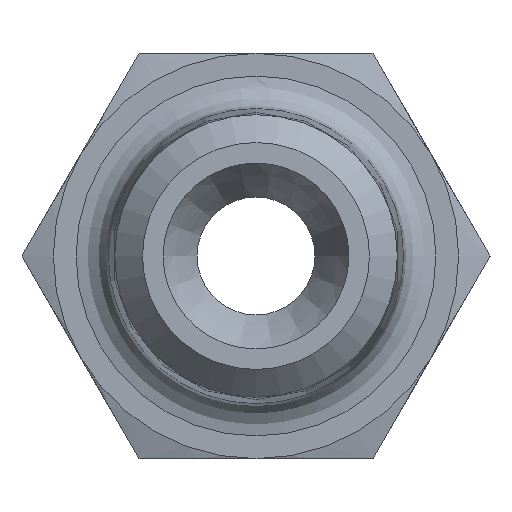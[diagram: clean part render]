
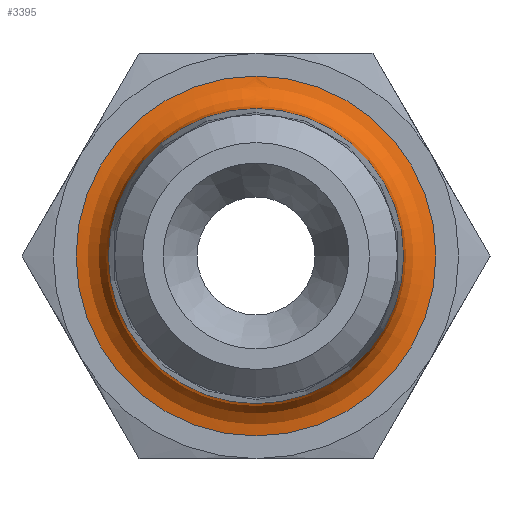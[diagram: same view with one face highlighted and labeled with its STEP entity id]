
A CAD part, left-side view. The second image highlights one B-rep face of the part: STEP entity #3395.
In plain terms, the highlighted free-form (B-spline) face has degree [2, 2] with [5, 9] control points.
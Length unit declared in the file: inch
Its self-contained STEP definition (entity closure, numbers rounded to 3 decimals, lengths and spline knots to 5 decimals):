
#3320=CARTESIAN_POINT('',(-0.06,0.,-0.273));
#3321=CARTESIAN_POINT('',(0.,0.,-0.273));
#3322=CARTESIAN_POINT('',(0.,0.,-0.333));
#3323=CARTESIAN_POINT('',(0.,0.,-0.393));
#3324=CARTESIAN_POINT('',(-0.06,0.,-0.393));
#3325=CARTESIAN_POINT('',(-0.06,-0.273,-0.273));
#3326=CARTESIAN_POINT('',(0.,-0.273,-0.273));
#3327=CARTESIAN_POINT('',(0.,-0.333,-0.333));
#3328=CARTESIAN_POINT('',(0.,-0.393,-0.393));
#3329=CARTESIAN_POINT('',(-0.06,-0.393,-0.393));
#3330=CARTESIAN_POINT('',(-0.06,-0.273,0.));
#3331=CARTESIAN_POINT('',(0.0,-0.273,0.));
#3332=CARTESIAN_POINT('',(0.,-0.333,0.));
#3333=CARTESIAN_POINT('',(0.,-0.393,0.));
#3334=CARTESIAN_POINT('',(-0.06,-0.393,0.));
#3335=CARTESIAN_POINT('',(-0.06,-0.273,0.273));
#3336=CARTESIAN_POINT('',(0.,-0.273,0.273));
#3337=CARTESIAN_POINT('',(0.,-0.333,0.333));
#3338=CARTESIAN_POINT('',(0.,-0.393,0.393));
#3339=CARTESIAN_POINT('',(-0.06,-0.393,0.393));
#3340=CARTESIAN_POINT('',(-0.06,0.,0.273));
#3341=CARTESIAN_POINT('',(0.,0.,0.273));
#3342=CARTESIAN_POINT('',(0.,0.,0.333));
#3343=CARTESIAN_POINT('',(0.,0.,0.393));
#3344=CARTESIAN_POINT('',(-0.06,0.,0.393));
#3345=CARTESIAN_POINT('',(-0.06,0.273,0.273));
#3346=CARTESIAN_POINT('',(0.,0.273,0.273));
#3347=CARTESIAN_POINT('',(0.,0.333,0.333));
#3348=CARTESIAN_POINT('',(0.,0.393,0.393));
#3349=CARTESIAN_POINT('',(-0.06,0.393,0.393));
#3350=CARTESIAN_POINT('',(-0.06,0.273,0.));
#3351=CARTESIAN_POINT('',(0.0,0.273,0.));
#3352=CARTESIAN_POINT('',(0.,0.333,0.));
#3353=CARTESIAN_POINT('',(0.,0.393,0.));
#3354=CARTESIAN_POINT('',(-0.06,0.393,0.));
#3355=CARTESIAN_POINT('',(-0.06,0.273,-0.273));
#3356=CARTESIAN_POINT('',(0.,0.273,-0.273));
#3357=CARTESIAN_POINT('',(0.,0.333,-0.333));
#3358=CARTESIAN_POINT('',(0.,0.393,-0.393));
#3359=CARTESIAN_POINT('',(-0.06,0.393,-0.393));
#3360=CARTESIAN_POINT('',(-0.06,0.,-0.273));
#3361=CARTESIAN_POINT('',(0.,0.,-0.273));
#3362=CARTESIAN_POINT('',(0.,0.,-0.333));
#3363=CARTESIAN_POINT('',(0.,0.,-0.393));
#3364=CARTESIAN_POINT('',(-0.06,0.,-0.393));
#3372=(BOUNDED_SURFACE()B_SPLINE_SURFACE(2,2,((#3320,#3325,#3330,#3335,#3340,#3345,#3350,#3355,#3360),(#3321,#3326,#3331,#3336,#3341,#3346,#3351,#3356,#3361),(#3322,#3327,#3332,#3337,#3342,#3347,#3352,#3357,#3362),(#3323,#3328,#3333,#3338,#3343,#3348,#3353,#3358,#3363),(#3324,#3329,#3334,#3339,#3344,#3349,#3354,#3359,#3364)),.UNSPECIFIED.,.F.,.T.,.U.)B_SPLINE_SURFACE_WITH_KNOTS((3,2,3),(3,2,2,2,3),(-3.14159,-1.5708,0.0),(0.0,1.5708,3.14159,4.71239,6.28319),.UNSPECIFIED.)GEOMETRIC_REPRESENTATION_ITEM()RATIONAL_B_SPLINE_SURFACE(((1.0,0.707,1.0,0.707,1.0,0.707,1.0,0.707,1.0),(0.707,0.5,0.707,0.5,0.707,0.5,0.707,0.5,0.707),(1.0,0.707,1.0,0.707,1.0,0.707,1.0,0.707,1.0),(0.707,0.5,0.707,0.5,0.707,0.5,0.707,0.5,0.707),(1.0,0.707,1.0,0.707,1.0,0.707,1.0,0.707,1.0)))REPRESENTATION_ITEM('')SURFACE());
#3373=CARTESIAN_POINT('',(0.0,0.,0.333));
#3374=VERTEX_POINT('',#3373);
#3375=CARTESIAN_POINT('',(0.0,0.,0.));
#3376=DIRECTION('',(-1.0,0.0,0.0));
#3377=DIRECTION('',(0.0,0.0,-1.0));
#3378=AXIS2_PLACEMENT_3D('',#3375,#3376,#3377);
#3379=CIRCLE('',#3378,0.333);
#3380=EDGE_CURVE('',#3374,#3374,#3379,.T.);
#3381=ORIENTED_EDGE('',*,*,#3380,.T.);
#3382=EDGE_LOOP('',(#3381));
#3383=FACE_OUTER_BOUND('',#3382,.T.);
#3384=CARTESIAN_POINT('',(-0.06,0.,0.273));
#3385=VERTEX_POINT('',#3384);
#3386=CARTESIAN_POINT('',(-0.06,0.,0.));
#3387=DIRECTION('',(1.0,0.0,0.0));
#3388=DIRECTION('',(0.0,0.0,-1.0));
#3389=AXIS2_PLACEMENT_3D('',#3386,#3387,#3388);
#3390=CIRCLE('',#3389,0.273);
#3391=EDGE_CURVE('',#3385,#3385,#3390,.T.);
#3392=ORIENTED_EDGE('',*,*,#3391,.T.);
#3393=EDGE_LOOP('',(#3392));
#3394=FACE_BOUND('',#3393,.T.);
#3395=ADVANCED_FACE('',(#3383,#3394),#3372,.T.);
